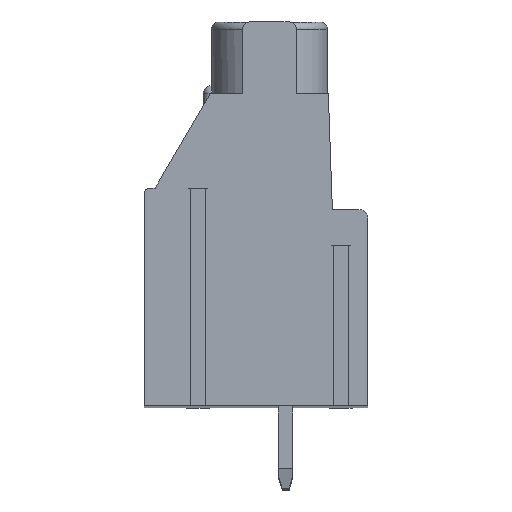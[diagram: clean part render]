
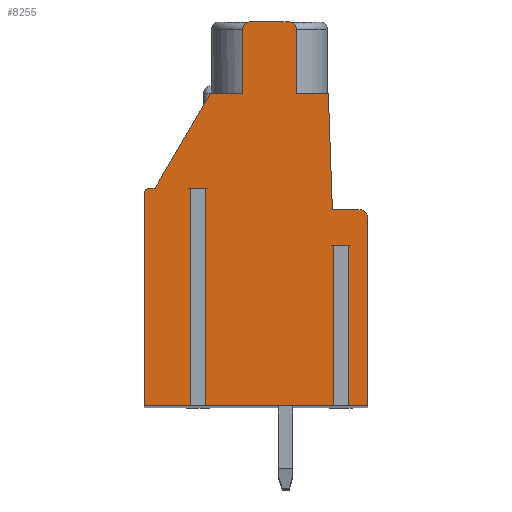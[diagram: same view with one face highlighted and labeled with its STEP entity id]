
A CAD part, top view. The second image highlights one B-rep face of the part: STEP entity #8255.
In plain terms, the highlighted planar face has unit normal (0, 0, 1).
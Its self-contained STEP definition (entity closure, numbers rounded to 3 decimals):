
#27=DIRECTION('',(-1.,0.,0.));
#28=VECTOR('',#27,0.82);
#29=CARTESIAN_POINT('',(-2.09,1.2,64.77));
#30=LINE('',#29,#28);
#31=DIRECTION('',(0.,1.,0.));
#32=VECTOR('',#31,12.2);
#33=CARTESIAN_POINT('',(-2.91,-11.,64.77));
#34=LINE('',#33,#32);
#35=DIRECTION('',(1.,0.,0.));
#36=VECTOR('',#35,2.59);
#37=CARTESIAN_POINT('',(-5.5,-11.,64.77));
#38=LINE('',#37,#36);
#39=DIRECTION('',(0.,-1.,0.));
#40=VECTOR('',#39,11.9);
#41=CARTESIAN_POINT('',(-5.5,0.9,64.77));
#42=LINE('',#41,#40);
#43=CARTESIAN_POINT('',(-5.2,0.9,64.77));
#44=DIRECTION('',(0.,0.,1.));
#45=DIRECTION('',(0.,1.,0.));
#46=AXIS2_PLACEMENT_3D('',#43,#44,#45);
#48=DIRECTION('',(-1.,0.,0.));
#49=VECTOR('',#48,0.3);
#50=CARTESIAN_POINT('',(-4.9,1.2,64.77));
#51=LINE('',#50,#49);
#52=DIRECTION('',(-0.505,-0.863,0.));
#53=VECTOR('',#52,6.14);
#54=CARTESIAN_POINT('',(-1.8,6.5,64.77));
#55=LINE('',#54,#53);
#56=DIRECTION('',(-1.,0.,0.));
#57=VECTOR('',#56,1.8);
#58=CARTESIAN_POINT('',(0.,6.5,64.77));
#59=LINE('',#58,#57);
#60=DIRECTION('',(0.,-1.,0.));
#61=VECTOR('',#60,3.6);
#62=CARTESIAN_POINT('',(0.,10.1,64.77));
#63=LINE('',#62,#61);
#64=CARTESIAN_POINT('',(0.4,10.1,64.77));
#65=DIRECTION('',(0.,0.,1.));
#66=DIRECTION('',(0.,1.,0.));
#67=AXIS2_PLACEMENT_3D('',#64,#65,#66);
#69=DIRECTION('',(-1.,0.,0.));
#70=VECTOR('',#69,2.2);
#71=CARTESIAN_POINT('',(2.6,10.5,64.77));
#72=LINE('',#71,#70);
#73=CARTESIAN_POINT('',(2.6,10.1,64.77));
#74=DIRECTION('',(0.,0.,1.));
#75=DIRECTION('',(1.,0.,0.));
#76=AXIS2_PLACEMENT_3D('',#73,#74,#75);
#78=DIRECTION('',(0.,1.,0.));
#79=VECTOR('',#78,3.6);
#80=CARTESIAN_POINT('',(3.,6.5,64.77));
#81=LINE('',#80,#79);
#82=DIRECTION('',(-1.,0.,0.));
#83=VECTOR('',#82,1.8);
#84=CARTESIAN_POINT('',(4.8,6.5,64.77));
#85=LINE('',#84,#83);
#86=DIRECTION('',(-0.035,0.999,0.));
#87=VECTOR('',#86,6.504);
#88=CARTESIAN_POINT('',(5.027,0.,64.77));
#89=LINE('',#88,#87);
#90=DIRECTION('',(-1.,0.,0.));
#91=VECTOR('',#90,1.473);
#92=CARTESIAN_POINT('',(6.5,0.,64.77));
#93=LINE('',#92,#91);
#94=CARTESIAN_POINT('',(6.5,-0.5,64.77));
#95=DIRECTION('',(0.,0.,1.));
#96=DIRECTION('',(1.,0.,0.));
#97=AXIS2_PLACEMENT_3D('',#94,#95,#96);
#99=DIRECTION('',(0.,1.,0.));
#100=VECTOR('',#99,10.5);
#101=CARTESIAN_POINT('',(7.,-11.,64.77));
#102=LINE('',#101,#100);
#103=DIRECTION('',(1.,0.,0.));
#104=VECTOR('',#103,1.09);
#105=CARTESIAN_POINT('',(5.91,-11.,64.77));
#106=LINE('',#105,#104);
#107=DIRECTION('',(0.,1.,0.));
#108=VECTOR('',#107,9.);
#109=CARTESIAN_POINT('',(5.91,-11.,64.77));
#110=LINE('',#109,#108);
#111=DIRECTION('',(-1.,0.,0.));
#112=VECTOR('',#111,0.82);
#113=CARTESIAN_POINT('',(5.91,-2.,64.77));
#114=LINE('',#113,#112);
#115=DIRECTION('',(0.,1.,0.));
#116=VECTOR('',#115,9.);
#117=CARTESIAN_POINT('',(5.09,-11.,64.77));
#118=LINE('',#117,#116);
#119=DIRECTION('',(1.,0.,0.));
#120=VECTOR('',#119,7.18);
#121=CARTESIAN_POINT('',(-2.09,-11.,64.77));
#122=LINE('',#121,#120);
#123=DIRECTION('',(0.,1.,0.));
#124=VECTOR('',#123,12.2);
#125=CARTESIAN_POINT('',(-2.09,-11.,64.77));
#126=LINE('',#125,#124);
#6513=CARTESIAN_POINT('',(7.,-11.,64.77));
#6514=CARTESIAN_POINT('',(7.,-0.5,64.77));
#6515=VERTEX_POINT('',#6513);
#6516=VERTEX_POINT('',#6514);
#6517=CARTESIAN_POINT('',(6.5,0.,64.77));
#6518=VERTEX_POINT('',#6517);
#6519=CARTESIAN_POINT('',(5.027,0.,64.77));
#6520=VERTEX_POINT('',#6519);
#6521=CARTESIAN_POINT('',(4.8,6.5,64.77));
#6522=VERTEX_POINT('',#6521);
#6523=CARTESIAN_POINT('',(3.,6.5,64.77));
#6524=VERTEX_POINT('',#6523);
#6525=CARTESIAN_POINT('',(3.,10.1,64.77));
#6526=VERTEX_POINT('',#6525);
#6527=CARTESIAN_POINT('',(2.6,10.5,64.77));
#6528=VERTEX_POINT('',#6527);
#6529=CARTESIAN_POINT('',(0.4,10.5,64.77));
#6530=VERTEX_POINT('',#6529);
#6531=CARTESIAN_POINT('',(0.,10.1,64.77));
#6532=VERTEX_POINT('',#6531);
#6533=CARTESIAN_POINT('',(0.,6.5,64.77));
#6534=VERTEX_POINT('',#6533);
#6535=CARTESIAN_POINT('',(-1.8,6.5,64.77));
#6536=VERTEX_POINT('',#6535);
#6537=CARTESIAN_POINT('',(-4.9,1.2,64.77));
#6538=VERTEX_POINT('',#6537);
#6539=CARTESIAN_POINT('',(-5.2,1.2,64.77));
#6540=VERTEX_POINT('',#6539);
#6541=CARTESIAN_POINT('',(-5.5,0.9,64.77));
#6542=VERTEX_POINT('',#6541);
#6543=CARTESIAN_POINT('',(-5.5,-11.,64.77));
#6544=VERTEX_POINT('',#6543);
#6665=CARTESIAN_POINT('',(5.91,-2.,64.77));
#6666=CARTESIAN_POINT('',(5.09,-2.,64.77));
#6667=VERTEX_POINT('',#6665);
#6668=VERTEX_POINT('',#6666);
#6669=CARTESIAN_POINT('',(5.09,-11.,64.77));
#6670=VERTEX_POINT('',#6669);
#6671=CARTESIAN_POINT('',(5.91,-11.,64.77));
#6672=VERTEX_POINT('',#6671);
#6689=CARTESIAN_POINT('',(-2.09,1.2,64.77));
#6690=CARTESIAN_POINT('',(-2.91,1.2,64.77));
#6691=VERTEX_POINT('',#6689);
#6692=VERTEX_POINT('',#6690);
#6693=CARTESIAN_POINT('',(-2.09,-11.,64.77));
#6694=VERTEX_POINT('',#6693);
#6695=CARTESIAN_POINT('',(-2.91,-11.,64.77));
#6696=VERTEX_POINT('',#6695);
#8200=CARTESIAN_POINT('',(0.,0.,64.77));
#8201=DIRECTION('',(0.,0.,1.));
#8202=DIRECTION('',(1.,0.,0.));
#8203=AXIS2_PLACEMENT_3D('',#8200,#8201,#8202);
#8204=PLANE('',#8203);
#8206=ORIENTED_EDGE('',*,*,#8205,.T.);
#8208=ORIENTED_EDGE('',*,*,#8207,.F.);
#8210=ORIENTED_EDGE('',*,*,#8209,.F.);
#8212=ORIENTED_EDGE('',*,*,#8211,.F.);
#8214=ORIENTED_EDGE('',*,*,#8213,.F.);
#8216=ORIENTED_EDGE('',*,*,#8215,.F.);
#8218=ORIENTED_EDGE('',*,*,#8217,.F.);
#8220=ORIENTED_EDGE('',*,*,#8219,.F.);
#8222=ORIENTED_EDGE('',*,*,#8221,.F.);
#8224=ORIENTED_EDGE('',*,*,#8223,.F.);
#8226=ORIENTED_EDGE('',*,*,#8225,.F.);
#8228=ORIENTED_EDGE('',*,*,#8227,.F.);
#8230=ORIENTED_EDGE('',*,*,#8229,.F.);
#8232=ORIENTED_EDGE('',*,*,#8231,.F.);
#8234=ORIENTED_EDGE('',*,*,#8233,.F.);
#8236=ORIENTED_EDGE('',*,*,#8235,.F.);
#8238=ORIENTED_EDGE('',*,*,#8237,.F.);
#8240=ORIENTED_EDGE('',*,*,#8239,.F.);
#8242=ORIENTED_EDGE('',*,*,#8241,.F.);
#8244=ORIENTED_EDGE('',*,*,#8243,.T.);
#8246=ORIENTED_EDGE('',*,*,#8245,.T.);
#8248=ORIENTED_EDGE('',*,*,#8247,.F.);
#8250=ORIENTED_EDGE('',*,*,#8249,.F.);
#8252=ORIENTED_EDGE('',*,*,#8251,.T.);
#8253=EDGE_LOOP('',(#8206,#8208,#8210,#8212,#8214,#8216,#8218,#8220,#8222,#8224,
#8226,#8228,#8230,#8232,#8234,#8236,#8238,#8240,#8242,#8244,#8246,#8248,#8250,
#8252));
#8254=FACE_OUTER_BOUND('',#8253,.F.);
#47=CIRCLE('',#46,0.3);
#68=CIRCLE('',#67,0.4);
#77=CIRCLE('',#76,0.4);
#98=CIRCLE('',#97,0.5);
#8205=EDGE_CURVE('',#6691,#6692,#30,.T.);
#8207=EDGE_CURVE('',#6696,#6692,#34,.T.);
#8209=EDGE_CURVE('',#6544,#6696,#38,.T.);
#8211=EDGE_CURVE('',#6542,#6544,#42,.T.);
#8213=EDGE_CURVE('',#6540,#6542,#47,.T.);
#8215=EDGE_CURVE('',#6538,#6540,#51,.T.);
#8217=EDGE_CURVE('',#6536,#6538,#55,.T.);
#8219=EDGE_CURVE('',#6534,#6536,#59,.T.);
#8221=EDGE_CURVE('',#6532,#6534,#63,.T.);
#8223=EDGE_CURVE('',#6530,#6532,#68,.T.);
#8225=EDGE_CURVE('',#6528,#6530,#72,.T.);
#8227=EDGE_CURVE('',#6526,#6528,#77,.T.);
#8229=EDGE_CURVE('',#6524,#6526,#81,.T.);
#8231=EDGE_CURVE('',#6522,#6524,#85,.T.);
#8233=EDGE_CURVE('',#6520,#6522,#89,.T.);
#8235=EDGE_CURVE('',#6518,#6520,#93,.T.);
#8237=EDGE_CURVE('',#6516,#6518,#98,.T.);
#8239=EDGE_CURVE('',#6515,#6516,#102,.T.);
#8241=EDGE_CURVE('',#6672,#6515,#106,.T.);
#8243=EDGE_CURVE('',#6672,#6667,#110,.T.);
#8245=EDGE_CURVE('',#6667,#6668,#114,.T.);
#8247=EDGE_CURVE('',#6670,#6668,#118,.T.);
#8249=EDGE_CURVE('',#6694,#6670,#122,.T.);
#8251=EDGE_CURVE('',#6694,#6691,#126,.T.);
#8255=ADVANCED_FACE('',(#8254),#8204,.T.);
